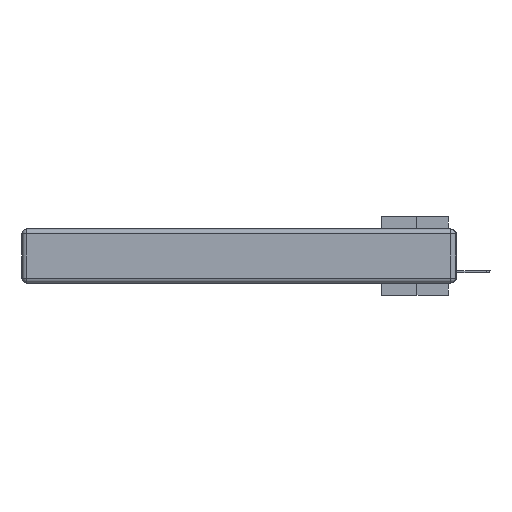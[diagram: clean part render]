
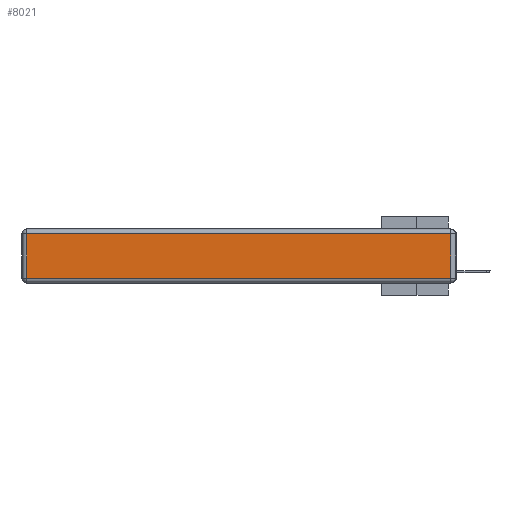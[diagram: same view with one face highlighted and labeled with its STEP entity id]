
A CAD part, left-side view. The second image highlights one B-rep face of the part: STEP entity #8021.
In plain terms, the highlighted planar face has unit normal (-1, 0, 0).
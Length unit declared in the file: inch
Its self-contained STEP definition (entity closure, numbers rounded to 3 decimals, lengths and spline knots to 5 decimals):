
#695 = CARTESIAN_POINT ( 'NONE',  ( 0., 0., -0.343 ) ) ;
#864 = PLANE ( 'NONE',  #29876 ) ;
#945 = CARTESIAN_POINT ( 'NONE',  ( 0., 2.75, -0.03 ) ) ;
#3431 = VECTOR ( 'NONE', #20173, 39.37008 ) ;
#4328 = VECTOR ( 'NONE', #16757, 39.37008 ) ;
#4372 = VERTEX_POINT ( 'NONE', #25291 ) ;
#5716 = DIRECTION ( 'NONE',  ( 0., -1., 0. ) ) ;
#7191 = EDGE_CURVE ( 'NONE', #12090, #4372, #19703, .T. ) ;
#8021 = ADVANCED_FACE ( 'NONE', ( #14590 ), #864, .T. ) ;
#8029 = ORIENTED_EDGE ( 'NONE', *, *, #13534, .T. ) ;
#8148 = LINE ( 'NONE', #19259, #27344 ) ;
#9083 = ORIENTED_EDGE ( 'NONE', *, *, #23167, .T. ) ;
#9229 = LINE ( 'NONE', #30411, #3431 ) ;
#11356 = VERTEX_POINT ( 'NONE', #25280 ) ;
#11425 = LINE ( 'NONE', #18566, #29664 ) ;
#11632 = DIRECTION ( 'NONE',  ( 0., 0., 1. ) ) ;
#11812 = DIRECTION ( 'NONE',  ( -1., 0., 0. ) ) ;
#12090 = VERTEX_POINT ( 'NONE', #15643 ) ;
#13534 = EDGE_CURVE ( 'NONE', #11356, #28933, #8148, .T. ) ;
#14590 = FACE_OUTER_BOUND ( 'NONE', #16364, .T. ) ;
#15643 = CARTESIAN_POINT ( 'NONE',  ( 0., 0.03, -0.03 ) ) ;
#16364 = EDGE_LOOP ( 'NONE', ( #8029, #9083, #20611, #18333 ) ) ;
#16757 = DIRECTION ( 'NONE',  ( 0., 1., 0. ) ) ;
#18333 = ORIENTED_EDGE ( 'NONE', *, *, #32745, .T. ) ;
#18566 = CARTESIAN_POINT ( 'NONE',  ( 0., 0.03, -0.343 ) ) ;
#19259 = CARTESIAN_POINT ( 'NONE',  ( 0., 0., -0.313 ) ) ;
#19703 = LINE ( 'NONE', #945, #4328 ) ;
#20173 = DIRECTION ( 'NONE',  ( 0., 0., -1. ) ) ;
#20611 = ORIENTED_EDGE ( 'NONE', *, *, #7191, .T. ) ;
#23167 = EDGE_CURVE ( 'NONE', #28933, #12090, #11425, .T. ) ;
#25280 = CARTESIAN_POINT ( 'NONE',  ( 0., 2.72, -0.313 ) ) ;
#25291 = CARTESIAN_POINT ( 'NONE',  ( 0., 2.72, -0.03 ) ) ;
#26549 = DIRECTION ( 'NONE',  ( 0., 0., 1. ) ) ;
#27344 = VECTOR ( 'NONE', #5716, 39.37008 ) ;
#28933 = VERTEX_POINT ( 'NONE', #31255 ) ;
#29664 = VECTOR ( 'NONE', #26549, 39.37008 ) ;
#29876 = AXIS2_PLACEMENT_3D ( 'NONE', #695, #11812, #11632 ) ;
#30411 = CARTESIAN_POINT ( 'NONE',  ( 0., 2.72, -0.343 ) ) ;
#31255 = CARTESIAN_POINT ( 'NONE',  ( 0., 0.03, -0.313 ) ) ;
#32745 = EDGE_CURVE ( 'NONE', #4372, #11356, #9229, .T. ) ;
